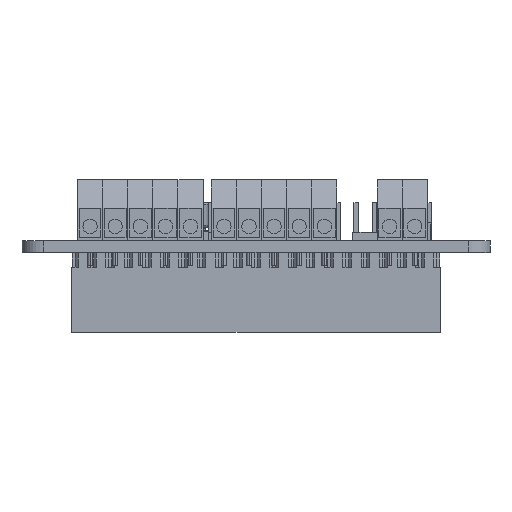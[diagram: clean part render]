
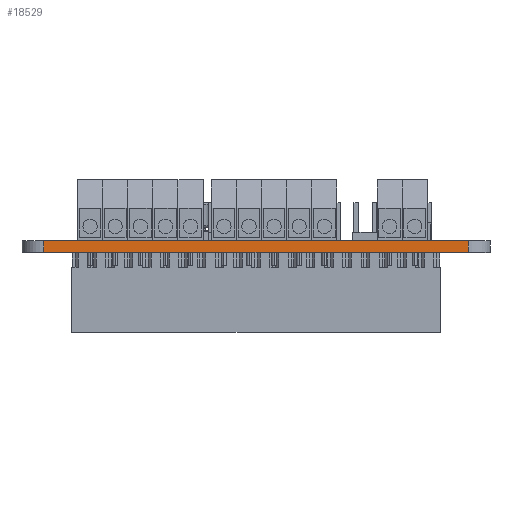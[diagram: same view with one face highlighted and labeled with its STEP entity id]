
A CAD part, top view. The second image highlights one B-rep face of the part: STEP entity #18529.
In plain terms, the highlighted planar face has unit normal (0, 0, 1).
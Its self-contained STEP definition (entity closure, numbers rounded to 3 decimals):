
#115 = DIRECTION ( 'NONE',  ( -1., 0., 0. ) ) ;
#254 = VERTEX_POINT ( 'NONE', #47292 ) ;
#2082 = AXIS2_PLACEMENT_3D ( 'NONE', #33435, #18388, #115 ) ;
#2780 = CARTESIAN_POINT ( 'NONE',  ( 0., 1.6, 29.097 ) ) ;
#3174 = EDGE_CURVE ( 'NONE', #9541, #254, #45216, .T. ) ;
#3390 = DIRECTION ( 'NONE',  ( 0., -1., 0. ) ) ;
#6388 = ORIENTED_EDGE ( 'NONE', *, *, #3174, .T. ) ;
#6896 = VERTEX_POINT ( 'NONE', #38542 ) ;
#7381 = LINE ( 'NONE', #2780, #13705 ) ;
#7420 = VERTEX_POINT ( 'NONE', #19162 ) ;
#9374 = EDGE_CURVE ( 'NONE', #254, #7420, #31742, .T. ) ;
#9541 = VERTEX_POINT ( 'NONE', #11749 ) ;
#11099 = PLANE ( 'NONE',  #2082 ) ;
#11240 = EDGE_LOOP ( 'NONE', ( #41259, #14749, #15918, #6388 ) ) ;
#11749 = CARTESIAN_POINT ( 'NONE',  ( -72.02, 1.6, 29.097 ) ) ;
#13705 = VECTOR ( 'NONE', #36069, 1000. ) ;
#14749 = ORIENTED_EDGE ( 'NONE', *, *, #36228, .F. ) ;
#14832 = CARTESIAN_POINT ( 'NONE',  ( 0., 0., 29.097 ) ) ;
#15596 = VECTOR ( 'NONE', #3390, 1000. ) ;
#15918 = ORIENTED_EDGE ( 'NONE', *, *, #32835, .F. ) ;
#18388 = DIRECTION ( 'NONE',  ( 0., 0., -1. ) ) ;
#18529 = ADVANCED_FACE ( 'NONE', ( #32963 ), #11099, .F. ) ;
#19162 = CARTESIAN_POINT ( 'NONE',  ( -12.77, 0., 29.097 ) ) ;
#21812 = CARTESIAN_POINT ( 'NONE',  ( -12.77, 1.6, 29.097 ) ) ;
#28507 = VECTOR ( 'NONE', #29269, 1000. ) ;
#29269 = DIRECTION ( 'NONE',  ( 0., -1., 0. ) ) ;
#31742 = LINE ( 'NONE', #14832, #46176 ) ;
#32835 = EDGE_CURVE ( 'NONE', #9541, #6896, #7381, .T. ) ;
#32963 = FACE_OUTER_BOUND ( 'NONE', #11240, .T. ) ;
#33120 = DIRECTION ( 'NONE',  ( 1., 0., 0. ) ) ;
#33435 = CARTESIAN_POINT ( 'NONE',  ( 0., 1.6, 29.097 ) ) ;
#36069 = DIRECTION ( 'NONE',  ( 1., 0., 0. ) ) ;
#36228 = EDGE_CURVE ( 'NONE', #6896, #7420, #45079, .T. ) ;
#38542 = CARTESIAN_POINT ( 'NONE',  ( -12.77, 1.6, 29.097 ) ) ;
#40054 = CARTESIAN_POINT ( 'NONE',  ( -72.02, 1.6, 29.097 ) ) ;
#41259 = ORIENTED_EDGE ( 'NONE', *, *, #9374, .T. ) ;
#45079 = LINE ( 'NONE', #21812, #15596 ) ;
#45216 = LINE ( 'NONE', #40054, #28507 ) ;
#46176 = VECTOR ( 'NONE', #33120, 1000. ) ;
#47292 = CARTESIAN_POINT ( 'NONE',  ( -72.02, 0., 29.097 ) ) ;
